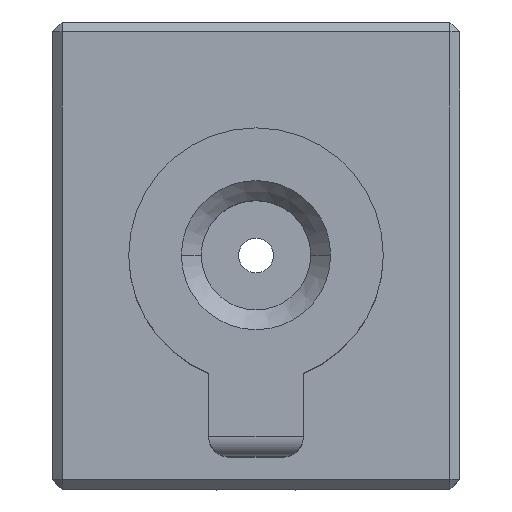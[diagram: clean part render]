
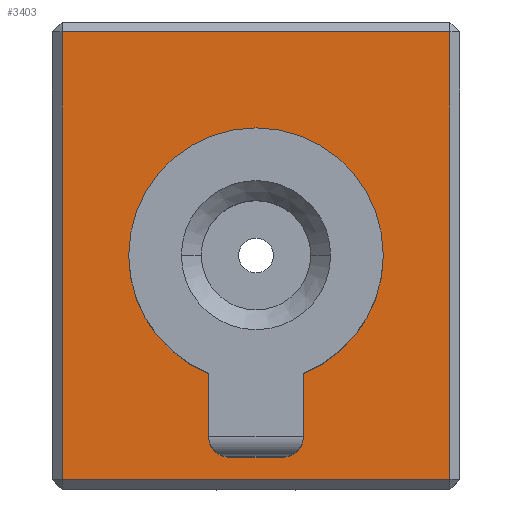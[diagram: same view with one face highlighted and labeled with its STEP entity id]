
A CAD part, top view. The second image highlights one B-rep face of the part: STEP entity #3403.
In plain terms, the highlighted planar face has unit normal (0, 0, 1).
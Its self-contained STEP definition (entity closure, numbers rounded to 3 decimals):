
#30 = VERTEX_POINT ( 'NONE', #721 ) ;
#32 = CARTESIAN_POINT ( 'NONE',  ( 9.75, -11.25, 10.25 ) ) ;
#134 = VERTEX_POINT ( 'NONE', #2497 ) ;
#162 = CARTESIAN_POINT ( 'NONE',  ( 1.375, -10.133, 10.25 ) ) ;
#165 = EDGE_CURVE ( 'NONE', #1475, #30, #1473, .T. ) ;
#178 = VERTEX_POINT ( 'NONE', #32 ) ;
#181 = LINE ( 'NONE', #1224, #3797 ) ;
#186 = LINE ( 'NONE', #4060, #547 ) ;
#288 = CARTESIAN_POINT ( 'NONE',  ( 0., 0., 10.25 ) ) ;
#313 = LINE ( 'NONE', #1617, #1979 ) ;
#324 = CARTESIAN_POINT ( 'NONE',  ( 2.375, -9.133, 10.25 ) ) ;
#364 = ORIENTED_EDGE ( 'NONE', *, *, #1106, .T. ) ;
#452 = CARTESIAN_POINT ( 'NONE',  ( -1.375, -10.133, 10.25 ) ) ;
#547 = VECTOR ( 'NONE', #1171, 1000. ) ;
#607 = VERTEX_POINT ( 'NONE', #2604 ) ;
#628 = VECTOR ( 'NONE', #2210, 1000. ) ;
#670 = CARTESIAN_POINT ( 'NONE',  ( 10.25, 11.25, 10.25 ) ) ;
#712 = DIRECTION ( 'NONE',  ( -1., 0., 0. ) ) ;
#721 = CARTESIAN_POINT ( 'NONE',  ( -6.4, 0., 10.25 ) ) ;
#726 = ORIENTED_EDGE ( 'NONE', *, *, #4172, .T. ) ;
#742 = CARTESIAN_POINT ( 'NONE',  ( -2.375, -5.943, 10.25 ) ) ;
#793 = AXIS2_PLACEMENT_3D ( 'NONE', #288, #1967, #4164 ) ;
#875 = DIRECTION ( 'NONE',  ( -1., 0., 0. ) ) ;
#886 = EDGE_LOOP ( 'NONE', ( #4162, #962, #1095, #3485 ) ) ;
#903 = CARTESIAN_POINT ( 'NONE',  ( -1.375, -9.133, 10.25 ) ) ;
#962 = ORIENTED_EDGE ( 'NONE', *, *, #2887, .T. ) ;
#1095 = ORIENTED_EDGE ( 'NONE', *, *, #2422, .T. ) ;
#1106 = EDGE_CURVE ( 'NONE', #30, #3208, #2455, .T. ) ;
#1171 = DIRECTION ( 'NONE',  ( 0., 1., 0. ) ) ;
#1224 = CARTESIAN_POINT ( 'NONE',  ( -2.375, -10.133, 10.25 ) ) ;
#1261 = CARTESIAN_POINT ( 'NONE',  ( 1.375, -9.133, 10.25 ) ) ;
#1313 = LINE ( 'NONE', #670, #1447 ) ;
#1314 = EDGE_CURVE ( 'NONE', #3103, #607, #3454, .T. ) ;
#1343 = EDGE_CURVE ( 'NONE', #3103, #2245, #181, .T. ) ;
#1382 = VERTEX_POINT ( 'NONE', #3124 ) ;
#1437 = AXIS2_PLACEMENT_3D ( 'NONE', #903, #2196, #2512 ) ;
#1439 = EDGE_CURVE ( 'NONE', #3208, #4026, #2715, .T. ) ;
#1447 = VECTOR ( 'NONE', #712, 1000. ) ;
#1473 = CIRCLE ( 'NONE', #793, 6.4 ) ;
#1475 = VERTEX_POINT ( 'NONE', #742 ) ;
#1496 = LINE ( 'NONE', #1538, #4076 ) ;
#1538 = CARTESIAN_POINT ( 'NONE',  ( -2.375, -10.133, 10.25 ) ) ;
#1617 = CARTESIAN_POINT ( 'NONE',  ( -9.75, 11.75, 10.25 ) ) ;
#1675 = EDGE_CURVE ( 'NONE', #178, #4182, #186, .T. ) ;
#1813 = LINE ( 'NONE', #3453, #628 ) ;
#1817 = DIRECTION ( 'NONE',  ( 1., 0., 0. ) ) ;
#1967 = DIRECTION ( 'NONE',  ( 0., 0., -1. ) ) ;
#1979 = VECTOR ( 'NONE', #2904, 1000. ) ;
#1995 = EDGE_LOOP ( 'NONE', ( #3557, #726, #3809, #3973, #4133, #3740, #364, #2839 ) ) ;
#2010 = CARTESIAN_POINT ( 'NONE',  ( 0., 0., 10.25 ) ) ;
#2055 = AXIS2_PLACEMENT_3D ( 'NONE', #1261, #2273, #3816 ) ;
#2112 = DIRECTION ( 'NONE',  ( -1., 0., 0. ) ) ;
#2113 = AXIS2_PLACEMENT_3D ( 'NONE', #2585, #4153, #3496 ) ;
#2196 = DIRECTION ( 'NONE',  ( 0., 0., -1. ) ) ;
#2210 = DIRECTION ( 'NONE',  ( 1., 0., 0. ) ) ;
#2245 = VERTEX_POINT ( 'NONE', #162 ) ;
#2273 = DIRECTION ( 'NONE',  ( 0., 0., -1. ) ) ;
#2328 = DIRECTION ( 'NONE',  ( 0., 1., 0. ) ) ;
#2422 = EDGE_CURVE ( 'NONE', #134, #1382, #313, .T. ) ;
#2455 = CIRCLE ( 'NONE', #3936, 6.4 ) ;
#2489 = CARTESIAN_POINT ( 'NONE',  ( 10.25, 11.75, 10.25 ) ) ;
#2497 = CARTESIAN_POINT ( 'NONE',  ( -9.75, 11.25, 10.25 ) ) ;
#2508 = DIRECTION ( 'NONE',  ( 0., -1., 0. ) ) ;
#2512 = DIRECTION ( 'NONE',  ( -1., 0., 0. ) ) ;
#2585 = CARTESIAN_POINT ( 'NONE',  ( 0., 0., 10.25 ) ) ;
#2595 = CARTESIAN_POINT ( 'NONE',  ( 2.375, -10.133, 10.25 ) ) ;
#2604 = CARTESIAN_POINT ( 'NONE',  ( -2.375, -9.133, 10.25 ) ) ;
#2715 = CIRCLE ( 'NONE', #2113, 6.4 ) ;
#2740 = CARTESIAN_POINT ( 'NONE',  ( 2.375, -5.943, 10.25 ) ) ;
#2806 = FACE_BOUND ( 'NONE', #1995, .T. ) ;
#2839 = ORIENTED_EDGE ( 'NONE', *, *, #1439, .T. ) ;
#2887 = EDGE_CURVE ( 'NONE', #4182, #134, #1313, .T. ) ;
#2904 = DIRECTION ( 'NONE',  ( 0., -1., 0. ) ) ;
#2906 = EDGE_CURVE ( 'NONE', #2968, #4026, #3887, .T. ) ;
#2968 = VERTEX_POINT ( 'NONE', #324 ) ;
#3063 = CARTESIAN_POINT ( 'NONE',  ( 6.4, 0., 10.25 ) ) ;
#3103 = VERTEX_POINT ( 'NONE', #452 ) ;
#3124 = CARTESIAN_POINT ( 'NONE',  ( -9.75, -11.25, 10.25 ) ) ;
#3208 = VERTEX_POINT ( 'NONE', #3063 ) ;
#3272 = EDGE_CURVE ( 'NONE', #1382, #178, #1813, .T. ) ;
#3295 = DIRECTION ( 'NONE',  ( 0., 0., -1. ) ) ;
#3347 = EDGE_CURVE ( 'NONE', #1475, #607, #1496, .T. ) ;
#3403 = ADVANCED_FACE ( 'NONE', ( #3757, #2806 ), #4093, .F. ) ;
#3453 = CARTESIAN_POINT ( 'NONE',  ( 10.25, -11.25, 10.25 ) ) ;
#3454 = CIRCLE ( 'NONE', #1437, 1. ) ;
#3485 = ORIENTED_EDGE ( 'NONE', *, *, #3272, .T. ) ;
#3496 = DIRECTION ( 'NONE',  ( -1., 0., 0. ) ) ;
#3539 = VECTOR ( 'NONE', #2328, 1000. ) ;
#3541 = AXIS2_PLACEMENT_3D ( 'NONE', #2489, #3775, #875 ) ;
#3557 = ORIENTED_EDGE ( 'NONE', *, *, #2906, .F. ) ;
#3740 = ORIENTED_EDGE ( 'NONE', *, *, #165, .T. ) ;
#3757 = FACE_OUTER_BOUND ( 'NONE', #886, .T. ) ;
#3775 = DIRECTION ( 'NONE',  ( 0., 0., -1. ) ) ;
#3797 = VECTOR ( 'NONE', #1817, 1000. ) ;
#3809 = ORIENTED_EDGE ( 'NONE', *, *, #1343, .F. ) ;
#3816 = DIRECTION ( 'NONE',  ( -1., 0., 0. ) ) ;
#3878 = CIRCLE ( 'NONE', #2055, 1. ) ;
#3887 = LINE ( 'NONE', #2595, #3539 ) ;
#3936 = AXIS2_PLACEMENT_3D ( 'NONE', #2010, #3295, #2112 ) ;
#3973 = ORIENTED_EDGE ( 'NONE', *, *, #1314, .T. ) ;
#4026 = VERTEX_POINT ( 'NONE', #2740 ) ;
#4060 = CARTESIAN_POINT ( 'NONE',  ( 9.75, 11.75, 10.25 ) ) ;
#4076 = VECTOR ( 'NONE', #2508, 1000. ) ;
#4093 = PLANE ( 'NONE',  #3541 ) ;
#4133 = ORIENTED_EDGE ( 'NONE', *, *, #3347, .F. ) ;
#4153 = DIRECTION ( 'NONE',  ( 0., 0., -1. ) ) ;
#4162 = ORIENTED_EDGE ( 'NONE', *, *, #1675, .T. ) ;
#4164 = DIRECTION ( 'NONE',  ( -1., 0., 0. ) ) ;
#4172 = EDGE_CURVE ( 'NONE', #2968, #2245, #3878, .T. ) ;
#4182 = VERTEX_POINT ( 'NONE', #4192 ) ;
#4192 = CARTESIAN_POINT ( 'NONE',  ( 9.75, 11.25, 10.25 ) ) ;
